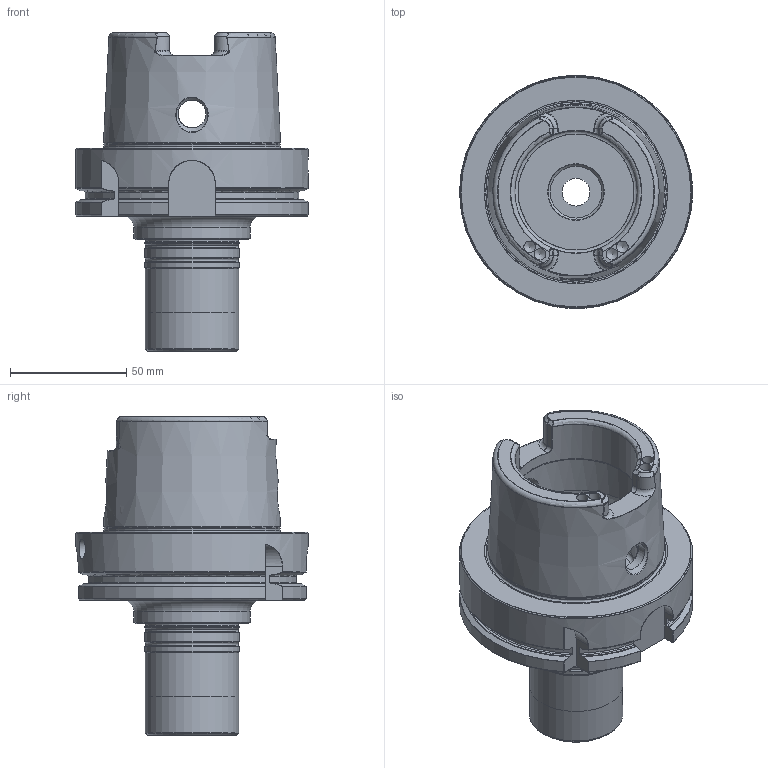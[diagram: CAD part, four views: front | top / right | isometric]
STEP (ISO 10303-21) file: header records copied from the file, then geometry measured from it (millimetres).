
FILE_DESCRIPTION(/* description */ (''),/* implementation_level */ '2;1');
FILE_NAME(/* name */ '450013250.stp',/* time_stamp */ '2021-01-08T12:41:17',/* author */ ('LRA'),/* organization */ ('REGO-FIX'),/* preprocessor_version */ ' Unknown',/* originating_system */ 'SIEMENS PLM Software Solid Edge ST10',/* authorization */ 'Unknown');
FILE_SCHEMA (('AUTOMOTIVE_DESIGN { 1 0 10303 214 2 1 1}'));
Length unit declared in the file: millimetre
Products named in the file (1): NOCUT
Bounding box: 100.3 x 100.3 x 137.2 mm (x, y, z)
Volume: 616262.3 mm3; surface area: 124042.3 mm2
Topology: 2 solids, 2 shells, 286 faces, 743 edges, 467 vertices
Faces by surface type: cylinder 83, cone 79, plane 72, torus 52
Full cylindrical faces by diameter (mm): 5 x8, 8.5 x2, 10 x2, 12 x6, 22.376 x2, 23.5 x2, 25 x2, 40 x2, 40.3 x1, 40.5 x3, 40.8 x3, 50 x2, 52.7 x2, 53 x2, 63 x2, 75.459 x1, 75.822 x1, 100 x1, 100.3 x1
Entity records: 10220 total; most frequent: CARTESIAN_POINT 2093, DIRECTION 1260, ORIENTED_EDGE 1134, EDGE_CURVE 567, AXIS2_PLACEMENT_3D 550, FACE_BOUND 434, EDGE_LOOP 426, VERTEX_POINT 423
